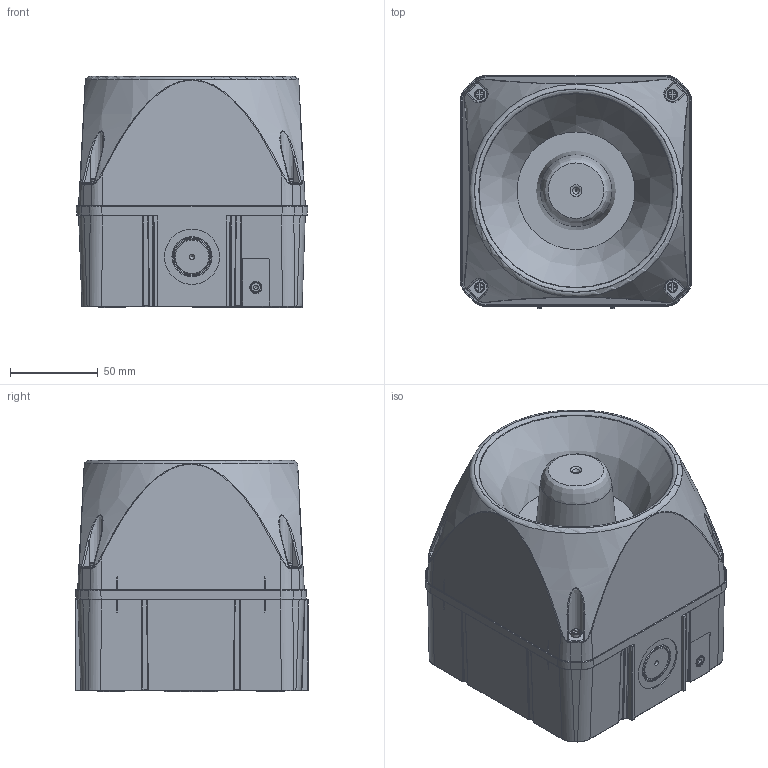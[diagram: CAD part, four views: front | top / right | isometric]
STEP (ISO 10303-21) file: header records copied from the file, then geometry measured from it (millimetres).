
FILE_DESCRIPTION(/* description */ (''),/* implementation_level */ '2;1');
FILE_NAME(/* name */ 'ASM.stp',/* time_stamp */ '2012-09-07T10:58:31+02:00',/* author */ (''),/* organization */ (''),/* preprocessor_version */ 'ST-DEVELOPER v11',/* originating_system */ 'SIEMENS PLM Software NX 7.5',/* authorisation */ '');
FILE_SCHEMA (('AUTOMOTIVE_DESIGN { 1 0 10303 214 1 1 1 1 }'));
Products named in the file (1): m.neFA88z0n4
Bounding box: 132.07 x 133 x 131.91 mm (x, y, z)
Volume: 1095874.6 mm3; surface area: 223209.5 mm2
Topology: 8 solids, 9 shells, 2305 faces, 5676 edges, 3346 vertices
Faces by surface type: cylinder 750, plane 652, bspline 451, cone 170, torus 151, sphere 123, revolution 8
Full cylindrical faces by diameter (mm): 1.2 x8, 2.45 x4, 2.9 x8, 3 x1, 3.4 x4, 3.5 x4, 3.6 x3, 3.7 x1, 4 x1, 4.3 x1, 4.641 x4, 5.2 x2, 6.3 x1, 6.4 x2, 6.6 x4, 7.8 x1, 15.6 x4, 17 x1, 20 x1, 31.5 x1
Entity records: 76449 total; most frequent: CARTESIAN_POINT 25099, DIRECTION 10882, ORIENTED_EDGE 10608, EDGE_CURVE 5304, AXIS2_PLACEMENT_3D 4354, VERTEX_POINT 3275, EDGE_LOOP 2581, ADVANCED_FACE 2305
